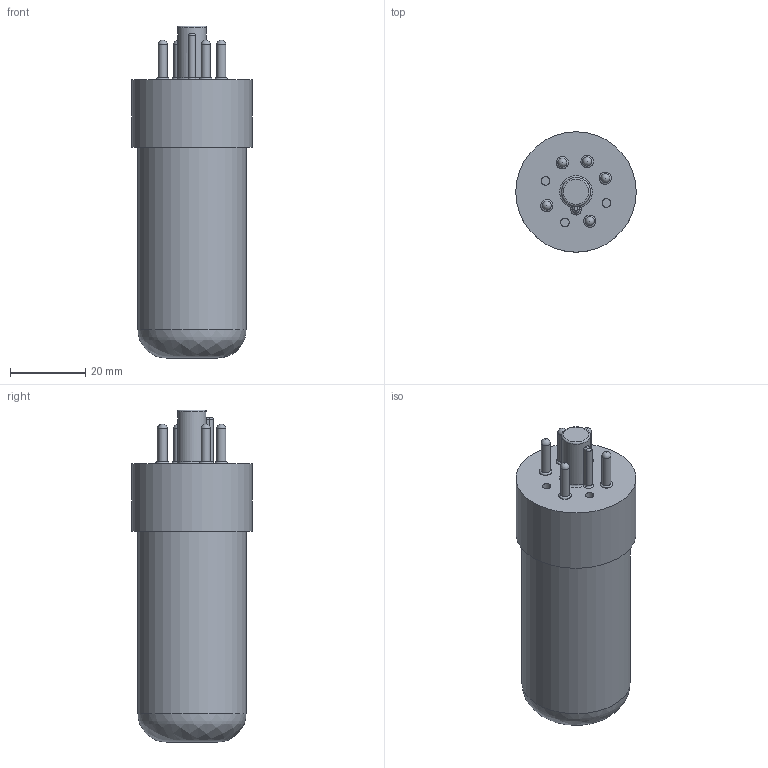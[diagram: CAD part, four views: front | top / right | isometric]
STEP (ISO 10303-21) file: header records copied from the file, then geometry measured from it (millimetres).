
FILE_DESCRIPTION(/* description */ (''),/* implementation_level */ '2;1');
FILE_NAME(/* name */ '5Y3GT v1.step',/* time_stamp */ '2021-08-08T21:26:22+01:00',/* author */ (''),/* organization */ (''),/* preprocessor_version */ 'ST-DEVELOPER v18.1',/* originating_system */ 'Autodesk Translation Framework v10.6.0.1341',/* authorisation */ '');
FILE_SCHEMA (('AUTOMOTIVE_DESIGN { 1 0 10303 214 3 1 1 }'));
Length unit declared in the file: millimetre
Products named in the file (4): 5Y3GT; Base; Terminal; Bulb
Assembly tree (7 placements, depth 2):
  5Y3GT
    Base
    Terminal  x5
    Bulb
Bounding box: 32 x 32 x 88.25 mm (x, y, z)
Volume: 8559 mm3; surface area: 19441.9 mm2
Topology: 7 solids, 8 shells, 103 faces, 230 edges, 150 vertices
Faces by surface type: cylinder 46, plane 27, torus 21, sphere 5, bspline 4
Full cylindrical faces by diameter (mm): 2.3 x8, 2.4 x15, 3.3 x10, 4.5 x1, 7.7 x1, 27.6 x1, 28.8 x2, 32 x1
Entity records: 1860 total; most frequent: CARTESIAN_POINT 406, DIRECTION 318, ORIENTED_EDGE 240, AXIS2_PLACEMENT_3D 142, EDGE_CURVE 120, CIRCLE 80, VERTEX_POINT 78, EDGE_LOOP 76
